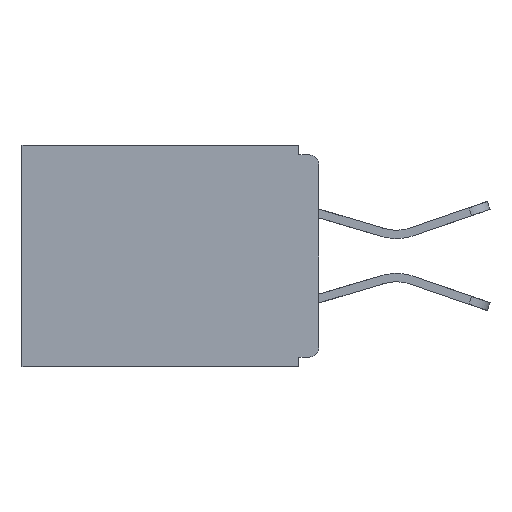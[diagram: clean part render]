
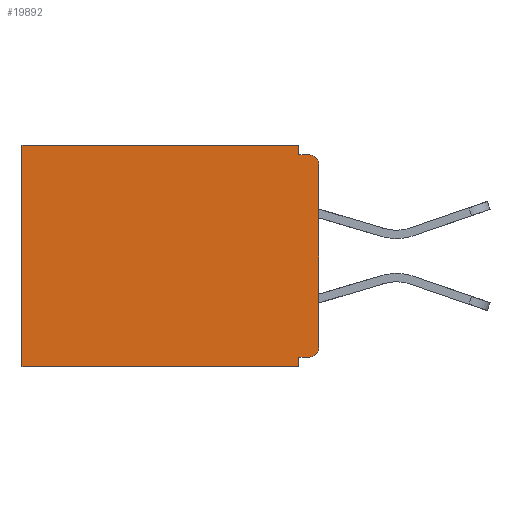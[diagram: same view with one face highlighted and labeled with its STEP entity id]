
A CAD part, left-side view. The second image highlights one B-rep face of the part: STEP entity #19892.
In plain terms, the highlighted planar face has unit normal (-1, 0, 0).
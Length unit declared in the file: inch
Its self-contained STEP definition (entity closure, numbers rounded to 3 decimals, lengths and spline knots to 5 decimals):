
#704 = VECTOR ( 'NONE', #11715, 39.37008 ) ;
#768 = EDGE_CURVE ( 'NONE', #1767, #5958, #13664, .T. ) ;
#1003 = CARTESIAN_POINT ( 'NONE',  ( 0.298, 0.031, 0. ) ) ;
#1370 = EDGE_CURVE ( 'NONE', #17604, #14622, #10155, .T. ) ;
#1767 = VERTEX_POINT ( 'NONE', #13826 ) ;
#1805 = DIRECTION ( 'NONE',  ( 0., 0., -1. ) ) ;
#2081 = DIRECTION ( 'NONE',  ( 0., 0., -1. ) ) ;
#2152 = VECTOR ( 'NONE', #4899, 39.37008 ) ;
#3118 = CARTESIAN_POINT ( 'NONE',  ( 0.298, 0.46, -0.343 ) ) ;
#3792 = VECTOR ( 'NONE', #4134, 39.37008 ) ;
#3800 = CARTESIAN_POINT ( 'NONE',  ( 0.298, 0.031, -0.328 ) ) ;
#3929 = ORIENTED_EDGE ( 'NONE', *, *, #8488, .F. ) ;
#4134 = DIRECTION ( 'NONE',  ( 0., 1., 0. ) ) ;
#4899 = DIRECTION ( 'NONE',  ( 0., 0., -1. ) ) ;
#5706 = DIRECTION ( 'NONE',  ( 0., 0., -1. ) ) ;
#5927 = DIRECTION ( 'NONE',  ( -1., 0., 0. ) ) ;
#5958 = VERTEX_POINT ( 'NONE', #3118 ) ;
#6155 = CARTESIAN_POINT ( 'NONE',  ( 0.298, 0., -0.343 ) ) ;
#6278 = PLANE ( 'NONE',  #19775 ) ;
#6949 = FACE_OUTER_BOUND ( 'NONE', #7706, .T. ) ;
#7640 = VECTOR ( 'NONE', #5706, 39.37008 ) ;
#7706 = EDGE_LOOP ( 'NONE', ( #15651, #3929, #15358, #9203, #10756, #19382, #11794, #21976, #19817, #10239 ) ) ;
#8215 = VERTEX_POINT ( 'NONE', #18068 ) ;
#8254 = CARTESIAN_POINT ( 'NONE',  ( 0.298, 0., -0.313 ) ) ;
#8488 = EDGE_CURVE ( 'NONE', #9631, #20963, #10259, .T. ) ;
#8505 = VERTEX_POINT ( 'NONE', #1003 ) ;
#8698 = AXIS2_PLACEMENT_3D ( 'NONE', #22417, #5927, #2081 ) ;
#9203 = ORIENTED_EDGE ( 'NONE', *, *, #12438, .T. ) ;
#9222 = EDGE_CURVE ( 'NONE', #20280, #14622, #18250, .T. ) ;
#9343 = EDGE_CURVE ( 'NONE', #8505, #9631, #22221, .T. ) ;
#9410 = LINE ( 'NONE', #20100, #15468 ) ;
#9473 = EDGE_CURVE ( 'NONE', #16101, #1767, #10211, .T. ) ;
#9631 = VERTEX_POINT ( 'NONE', #20721 ) ;
#9930 = CARTESIAN_POINT ( 'NONE',  ( 0.298, 0., 0. ) ) ;
#10155 = CIRCLE ( 'NONE', #16414, 0.015 ) ;
#10211 = LINE ( 'NONE', #11131, #7640 ) ;
#10239 = ORIENTED_EDGE ( 'NONE', *, *, #9222, .F. ) ;
#10259 = LINE ( 'NONE', #19082, #15736 ) ;
#10390 = CARTESIAN_POINT ( 'NONE',  ( 0.298, 0., -0.03 ) ) ;
#10756 = ORIENTED_EDGE ( 'NONE', *, *, #13439, .T. ) ;
#10976 = CARTESIAN_POINT ( 'NONE',  ( 0.298, 0.015, -0.015 ) ) ;
#11043 = CARTESIAN_POINT ( 'NONE',  ( 0.298, 0.031, -0.343 ) ) ;
#11047 = EDGE_CURVE ( 'NONE', #17604, #16101, #20435, .T. ) ;
#11131 = CARTESIAN_POINT ( 'NONE',  ( 0.298, 0.031, -0.343 ) ) ;
#11715 = DIRECTION ( 'NONE',  ( 0., 1., 0. ) ) ;
#11737 = CARTESIAN_POINT ( 'NONE',  ( 0.298, 0.015, -0.328 ) ) ;
#11794 = ORIENTED_EDGE ( 'NONE', *, *, #9473, .F. ) ;
#12438 = EDGE_CURVE ( 'NONE', #8505, #8215, #16659, .T. ) ;
#13439 = EDGE_CURVE ( 'NONE', #8215, #5958, #9410, .T. ) ;
#13618 = DIRECTION ( 'NONE',  ( 1., 0., 0. ) ) ;
#13664 = LINE ( 'NONE', #6155, #704 ) ;
#13826 = CARTESIAN_POINT ( 'NONE',  ( 0.298, 0.031, -0.343 ) ) ;
#14095 = CARTESIAN_POINT ( 'NONE',  ( 0.298, 0., 0. ) ) ;
#14496 = DIRECTION ( 'NONE',  ( -1., 0., 0. ) ) ;
#14622 = VERTEX_POINT ( 'NONE', #8254 ) ;
#15099 = CARTESIAN_POINT ( 'NONE',  ( 0.298, 0., -0.328 ) ) ;
#15358 = ORIENTED_EDGE ( 'NONE', *, *, #9343, .F. ) ;
#15468 = VECTOR ( 'NONE', #1805, 39.37008 ) ;
#15651 = ORIENTED_EDGE ( 'NONE', *, *, #16580, .T. ) ;
#15736 = VECTOR ( 'NONE', #20988, 39.37008 ) ;
#16096 = VECTOR ( 'NONE', #21455, 39.37008 ) ;
#16101 = VERTEX_POINT ( 'NONE', #3800 ) ;
#16414 = AXIS2_PLACEMENT_3D ( 'NONE', #19999, #14496, #21573 ) ;
#16580 = EDGE_CURVE ( 'NONE', #20280, #20963, #20182, .T. ) ;
#16659 = LINE ( 'NONE', #23112, #16096 ) ;
#17604 = VERTEX_POINT ( 'NONE', #11737 ) ;
#18068 = CARTESIAN_POINT ( 'NONE',  ( 0.298, 0.46, 0. ) ) ;
#18250 = LINE ( 'NONE', #14095, #2152 ) ;
#18824 = VECTOR ( 'NONE', #20163, 39.37008 ) ;
#19082 = CARTESIAN_POINT ( 'NONE',  ( 0.298, 0., -0.015 ) ) ;
#19123 = DIRECTION ( 'NONE',  ( 0., 0., -1. ) ) ;
#19382 = ORIENTED_EDGE ( 'NONE', *, *, #768, .F. ) ;
#19775 = AXIS2_PLACEMENT_3D ( 'NONE', #9930, #13618, #19123 ) ;
#19817 = ORIENTED_EDGE ( 'NONE', *, *, #1370, .T. ) ;
#19892 = ADVANCED_FACE ( 'NONE', ( #6949 ), #6278, .F. ) ;
#19999 = CARTESIAN_POINT ( 'NONE',  ( 0.298, 0.015, -0.313 ) ) ;
#20100 = CARTESIAN_POINT ( 'NONE',  ( 0.298, 0.46, 0. ) ) ;
#20163 = DIRECTION ( 'NONE',  ( 0., 0., -1. ) ) ;
#20182 = CIRCLE ( 'NONE', #8698, 0.015 ) ;
#20280 = VERTEX_POINT ( 'NONE', #10390 ) ;
#20435 = LINE ( 'NONE', #15099, #3792 ) ;
#20721 = CARTESIAN_POINT ( 'NONE',  ( 0.298, 0.031, -0.015 ) ) ;
#20963 = VERTEX_POINT ( 'NONE', #10976 ) ;
#20988 = DIRECTION ( 'NONE',  ( 0., -1., 0. ) ) ;
#21455 = DIRECTION ( 'NONE',  ( 0., 1., 0. ) ) ;
#21573 = DIRECTION ( 'NONE',  ( 0., 0., -1. ) ) ;
#21976 = ORIENTED_EDGE ( 'NONE', *, *, #11047, .F. ) ;
#22221 = LINE ( 'NONE', #11043, #18824 ) ;
#22417 = CARTESIAN_POINT ( 'NONE',  ( 0.298, 0.015, -0.03 ) ) ;
#23112 = CARTESIAN_POINT ( 'NONE',  ( 0.298, 0., 0. ) ) ;
